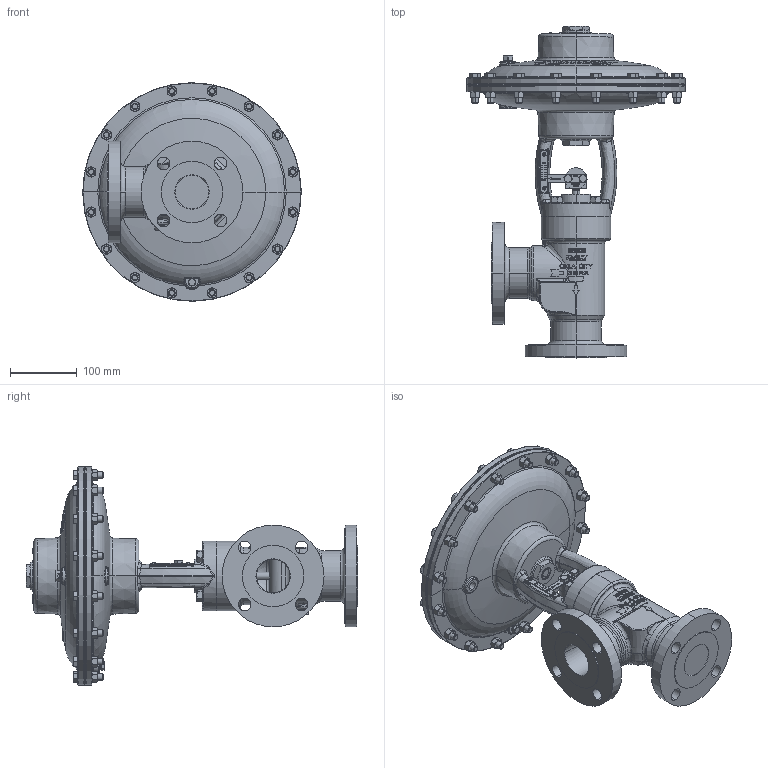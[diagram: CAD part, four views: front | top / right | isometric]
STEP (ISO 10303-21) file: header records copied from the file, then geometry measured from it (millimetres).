
FILE_DESCRIPTION (( 'STEP AP203' ), '1' );
FILE_NAME ('2 INCH HPMV 150RF FMA (EPW).STEP', '2015-12-07T15:38:13', ( 'PCTech' ), ( 'Microsoft' ), 'SwSTEP 2.0', 'SolidWorks 2015', '' );
FILE_SCHEMA (( 'CONFIG_CONTROL_DESIGN' ));
Products named in the file (1): 2 INCH HPMV 150RF FMA (EPW)
Bounding box: 327.02 x 496.84 x 327.02 mm (x, y, z)
Volume: 6605728.5 mm3; surface area: 911059 mm2
Topology: 68 solids, 70 shells, 3734 faces, 9306 edges, 5885 vertices
Faces by surface type: plane 1725, bspline 745, cone 580, cylinder 441, torus 183, sphere 60
Entity records: 169796 total; most frequent: CARTESIAN_POINT 87700, ORIENTED_EDGE 18514, DIRECTION 14633, EDGE_CURVE 9257, VERTEX_POINT 5881, AXIS2_PLACEMENT_3D 5263, VECTOR 4107, LINE 4107
